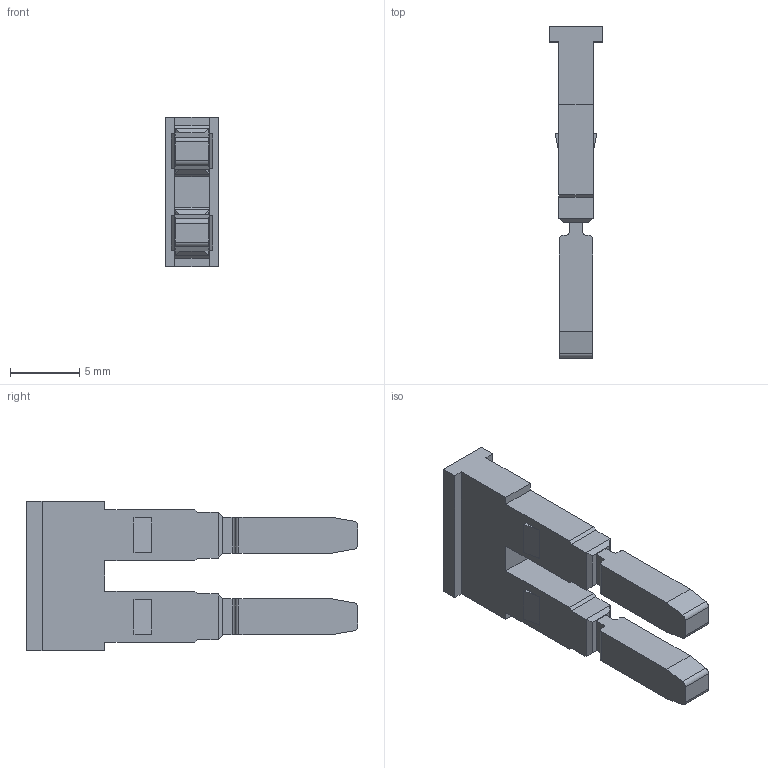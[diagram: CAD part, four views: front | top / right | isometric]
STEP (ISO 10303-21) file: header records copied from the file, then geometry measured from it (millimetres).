
FILE_DESCRIPTION (( 'STEP AP203' ), '1' );
FILE_NAME ('2''LÝ - 2,5 ÜST KÖPRÜ.STEP', '2020-03-20T12:40:37', ( '' ), ( '' ), 'SwSTEP 2.0', 'SolidWorks 2011', '' );
FILE_SCHEMA (( 'CONFIG_CONTROL_DESIGN' ));
Length unit declared in the file: millimetre
Products named in the file (1): 2''Lﾝ - 2,5 ﾜST KﾖPRﾜ
Bounding box: 3.9 x 24 x 10.8 mm (x, y, z)
Volume: 437.1 mm3; surface area: 644.6 mm2
Topology: 1 solids, 3 shells, 100 faces, 256 edges, 168 vertices
Faces by surface type: plane 88, cylinder 12
Entity records: 3053 total; most frequent: CARTESIAN_POINT 525, ORIENTED_EDGE 512, DIRECTION 482, EDGE_CURVE 256, VECTOR 232, LINE 232, VERTEX_POINT 168, AXIS2_PLACEMENT_3D 125
